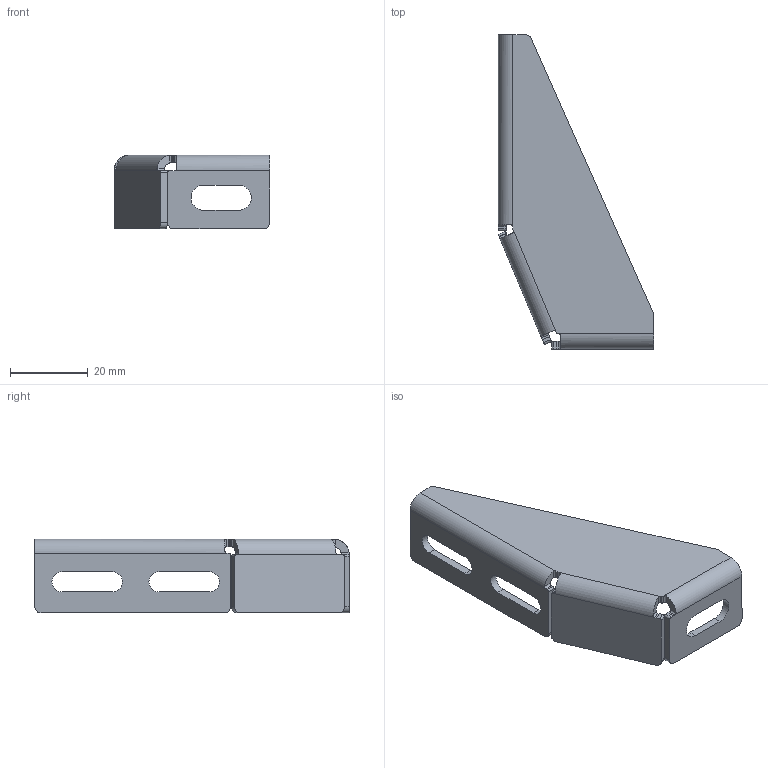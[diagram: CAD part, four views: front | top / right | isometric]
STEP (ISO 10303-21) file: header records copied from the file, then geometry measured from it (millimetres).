
FILE_DESCRIPTION (( 'STEP AP214' ), '1' );
FILE_NAME ('SNS.20.01.61 Îïîðà ôóíäàìåíòíàÿ 20(H40).STEP', '2014-12-29T08:55:16', ( 'XTreme.ws' ), ( 'XTreme.ws' ), 'SwSTEP 2.0', 'SolidWorks 2014', '' );
FILE_SCHEMA (( 'AUTOMOTIVE_DESIGN' ));
Length unit declared in the file: millimetre
Products named in the file (2): SNS.20.01.61 Îïîðà ôóíäàìåíòíàÿ 20(H40)
Bounding box: 40.03 x 81 x 19 mm (x, y, z)
Volume: 6591.1 mm3; surface area: 7472.9 mm2
Topology: 1 solids, 1 shells, 77 faces, 201 edges, 126 vertices
Faces by surface type: plane 42, cylinder 35
Entity records: 2446 total; most frequent: CARTESIAN_POINT 492, ORIENTED_EDGE 402, DIRECTION 393, EDGE_CURVE 201, AXIS2_PLACEMENT_3D 131, VECTOR 131, LINE 131, VERTEX_POINT 126
